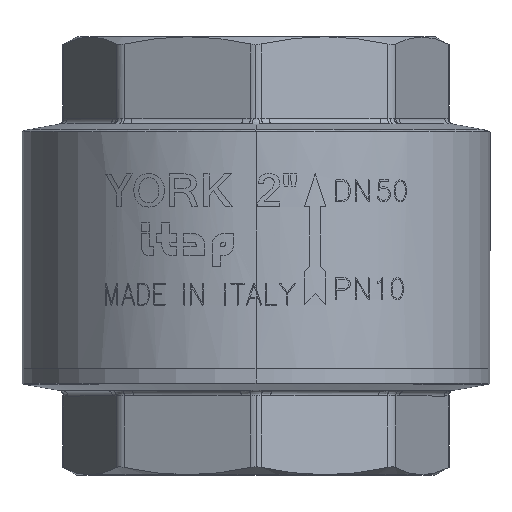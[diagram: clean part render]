
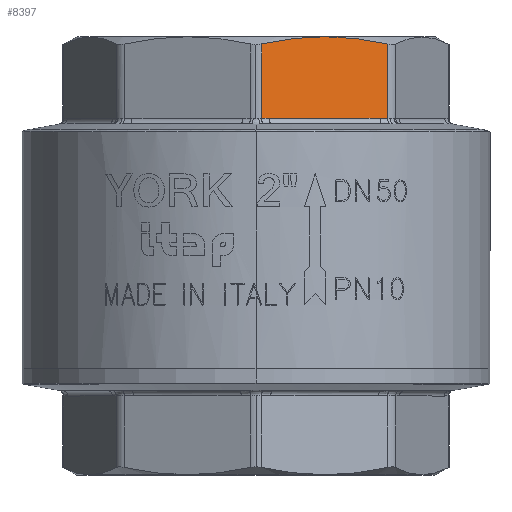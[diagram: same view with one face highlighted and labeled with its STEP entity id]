
A CAD part, top view. The second image highlights one B-rep face of the part: STEP entity #8397.
In plain terms, the highlighted planar face has unit normal (0.383, 0, 0.924).
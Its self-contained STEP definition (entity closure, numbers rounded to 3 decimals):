
#305 = CARTESIAN_POINT ( 'NONE',  ( 1.017, -15.033, 35.298 ) ) ;
#847 = CARTESIAN_POINT ( 'NONE',  ( 23.788, -15.011, 25.866 ) ) ;
#903 = CARTESIAN_POINT ( 'NONE',  ( 6.568, -0.373, 32.998 ) ) ;
#1367 = CARTESIAN_POINT ( 'NONE',  ( 17.593, -0.25, 28.432 ) ) ;
#1822 = ORIENTED_EDGE ( 'NONE', *, *, #20884, .F. ) ;
#1835 = B_SPLINE_CURVE_WITH_KNOTS ( 'NONE', 3,
 ( #10022, #13453, #18575, #305 ),
 .UNSPECIFIED., .F., .F.,
 ( 4, 4 ),
 ( 0., 1. ),
 .UNSPECIFIED. ) ;
#2252 = CARTESIAN_POINT ( 'NONE',  ( 2.459, -15., 34.701 ) ) ;
#2407 = CARTESIAN_POINT ( 'NONE',  ( 22.798, -15., 26.276 ) ) ;
#2456 = CARTESIAN_POINT ( 'NONE',  ( 8.765, -0.115, 32.088 ) ) ;
#2612 = CARTESIAN_POINT ( 'NONE',  ( 24.24, -1.335, 25.678 ) ) ;
#3067 = CARTESIAN_POINT ( 'NONE',  ( 20.366, -0.569, 27.283 ) ) ;
#3139 = CARTESIAN_POINT ( 'NONE',  ( 16.016, -0.115, 29.084 ) ) ;
#3292 = CARTESIAN_POINT ( 'NONE',  ( 17.228, -0.215, 28.583 ) ) ;
#3622 = ORIENTED_EDGE ( 'NONE', *, *, #19585, .T. ) ;
#3794 = CARTESIAN_POINT ( 'NONE',  ( 1.017, -15.033, 35.298 ) ) ;
#3904 = VERTEX_POINT ( 'NONE', #7479 ) ;
#4006 = CARTESIAN_POINT ( 'NONE',  ( 1.469, -15.011, 35.11 ) ) ;
#4199 = CARTESIAN_POINT ( 'NONE',  ( 4.409, -0.678, 33.892 ) ) ;
#4439 = CARTESIAN_POINT ( 'NONE',  ( 12.629, 0., 30.488 ) ) ;
#4973 = B_SPLINE_CURVE_WITH_KNOTS ( 'NONE', 3,
 ( #5710, #17280, #7452, #4199, #7389, #5786, #19092, #20534, #903, #19023, #14192, #2456, #9165, #18813 ),
 .UNSPECIFIED., .F., .F.,
 ( 4, 2, 2, 1, 1, 2, 2, 4 ),
 ( 0., 0.25, 0.375, 0.437, 0.469, 0.484, 0.5, 1. ),
 .UNSPECIFIED. ) ;
#5403 = EDGE_CURVE ( 'NONE', #19439, #3904, #14571, .T. ) ;
#5442 = CARTESIAN_POINT ( 'NONE',  ( 1.95, -15., 34.911 ) ) ;
#5710 = CARTESIAN_POINT ( 'NONE',  ( 1.017, -1.335, 35.298 ) ) ;
#5772 = VERTEX_POINT ( 'NONE', #18655 ) ;
#5786 = CARTESIAN_POINT ( 'NONE',  ( 5.609, -0.498, 33.395 ) ) ;
#6182 = CARTESIAN_POINT ( 'NONE',  ( 13.601, 0., 30.085 ) ) ;
#6463 = B_SPLINE_CURVE_WITH_KNOTS ( 'NONE', 3,
 ( #12994, #13431, #6982, #15097 ),
 .UNSPECIFIED., .F., .F.,
 ( 4, 4 ),
 ( 0., 1. ),
 .UNSPECIFIED. ) ;
#6982 = CARTESIAN_POINT ( 'NONE',  ( 16.019, -15., 29.084 ) ) ;
#7389 = CARTESIAN_POINT ( 'NONE',  ( 4.889, -0.602, 33.693 ) ) ;
#7452 = CARTESIAN_POINT ( 'NONE',  ( 2.965, -0.926, 34.491 ) ) ;
#7479 = CARTESIAN_POINT ( 'NONE',  ( 2.459, -15., 34.701 ) ) ;
#7482 = VERTEX_POINT ( 'NONE', #19304 ) ;
#8061 = CARTESIAN_POINT ( 'NONE',  ( 18.019, -0.295, 28.255 ) ) ;
#8170 = EDGE_CURVE ( 'NONE', #18871, #20144, #8754, .T. ) ;
#8215 = CARTESIAN_POINT ( 'NONE',  ( 18.324, -0.33, 28.129 ) ) ;
#8397 = ADVANCED_FACE ( 'NONE', ( #8729 ), #20334, .T. ) ;
#8563 = EDGE_CURVE ( 'NONE', #3904, #18871, #6463, .T. ) ;
#8729 = FACE_OUTER_BOUND ( 'NONE', #20046, .T. ) ;
#8754 = B_SPLINE_CURVE_WITH_KNOTS ( 'NONE', 3,
 ( #8972, #9034, #847, #14064 ),
 .UNSPECIFIED., .F., .F.,
 ( 4, 4 ),
 ( 0., 1. ),
 .UNSPECIFIED. ) ;
#8972 = CARTESIAN_POINT ( 'NONE',  ( 22.798, -15., 26.276 ) ) ;
#9034 = CARTESIAN_POINT ( 'NONE',  ( 23.308, -15., 26.065 ) ) ;
#9165 = CARTESIAN_POINT ( 'NONE',  ( 10.683, 0., 31.294 ) ) ;
#9594 = CARTESIAN_POINT ( 'NONE',  ( 1.017, -15.033, 35.298 ) ) ;
#10022 = CARTESIAN_POINT ( 'NONE',  ( 1.017, -1.335, 35.298 ) ) ;
#10889 = CARTESIAN_POINT ( 'NONE',  ( 24.24, -5.901, 25.678 ) ) ;
#11328 = CARTESIAN_POINT ( 'NONE',  ( 24.24, -15.033, 25.678 ) ) ;
#12153 = DIRECTION ( 'NONE',  ( 0.383, 0., 0.924 ) ) ;
#12851 = B_SPLINE_CURVE_WITH_KNOTS ( 'NONE', 3,
 ( #19017, #14110, #10889, #15834 ),
 .UNSPECIFIED., .F., .F.,
 ( 4, 4 ),
 ( 0., 1. ),
 .UNSPECIFIED. ) ;
#12994 = CARTESIAN_POINT ( 'NONE',  ( 2.459, -15., 34.701 ) ) ;
#13431 = CARTESIAN_POINT ( 'NONE',  ( 9.239, -15., 31.892 ) ) ;
#13453 = CARTESIAN_POINT ( 'NONE',  ( 1.017, -5.901, 35.298 ) ) ;
#13539 = ORIENTED_EDGE ( 'NONE', *, *, #8170, .T. ) ;
#14064 = CARTESIAN_POINT ( 'NONE',  ( 24.24, -15.033, 25.678 ) ) ;
#14110 = CARTESIAN_POINT ( 'NONE',  ( 24.24, -10.467, 25.678 ) ) ;
#14192 = CARTESIAN_POINT ( 'NONE',  ( 6.747, -0.351, 32.924 ) ) ;
#14571 = B_SPLINE_CURVE_WITH_KNOTS ( 'NONE', 3,
 ( #3794, #4006, #5442, #2252 ),
 .UNSPECIFIED., .F., .F.,
 ( 4, 4 ),
 ( 0., 1. ),
 .UNSPECIFIED. ) ;
#14958 = CARTESIAN_POINT ( 'NONE',  ( 24.24, -1.335, 25.678 ) ) ;
#15052 = EDGE_CURVE ( 'NONE', #5772, #18972, #17696, .T. ) ;
#15097 = CARTESIAN_POINT ( 'NONE',  ( 22.798, -15., 26.276 ) ) ;
#15556 = CARTESIAN_POINT ( 'NONE',  ( 1.017, -140.267, 35.298 ) ) ;
#15572 = AXIS2_PLACEMENT_3D ( 'NONE', #15556, #12153, #17072 ) ;
#15834 = CARTESIAN_POINT ( 'NONE',  ( 24.24, -1.335, 25.678 ) ) ;
#16455 = CARTESIAN_POINT ( 'NONE',  ( 18.387, -0.337, 28.103 ) ) ;
#16524 = CARTESIAN_POINT ( 'NONE',  ( 16.5, -0.15, 28.884 ) ) ;
#16747 = EDGE_CURVE ( 'NONE', #20144, #18972, #12851, .T. ) ;
#17072 = DIRECTION ( 'NONE',  ( 0., -1., 0. ) ) ;
#17280 = CARTESIAN_POINT ( 'NONE',  ( 1.997, -1.117, 34.892 ) ) ;
#17696 = B_SPLINE_CURVE_WITH_KNOTS ( 'NONE', 3,
 ( #4439, #6182, #18183, #3139, #16524, #3292, #1367, #8061, #19855, #8215, #16455, #3067, #19640, #14958 ),
 .UNSPECIFIED., .F., .F.,
 ( 4, 2, 2, 1, 1, 2, 2, 4 ),
 ( 0., 0.25, 0.375, 0.438, 0.469, 0.484, 0.5, 1. ),
 .UNSPECIFIED. ) ;
#17844 = ORIENTED_EDGE ( 'NONE', *, *, #15052, .F. ) ;
#18183 = CARTESIAN_POINT ( 'NONE',  ( 14.566, -0.029, 29.685 ) ) ;
#18212 = ORIENTED_EDGE ( 'NONE', *, *, #8563, .T. ) ;
#18235 = ORIENTED_EDGE ( 'NONE', *, *, #5403, .T. ) ;
#18575 = CARTESIAN_POINT ( 'NONE',  ( 1.017, -10.467, 35.298 ) ) ;
#18655 = CARTESIAN_POINT ( 'NONE',  ( 12.629, 0., 30.488 ) ) ;
#18813 = CARTESIAN_POINT ( 'NONE',  ( 12.629, 0., 30.488 ) ) ;
#18871 = VERTEX_POINT ( 'NONE', #2407 ) ;
#18972 = VERTEX_POINT ( 'NONE', #2612 ) ;
#19017 = CARTESIAN_POINT ( 'NONE',  ( 24.24, -15.033, 25.678 ) ) ;
#19023 = CARTESIAN_POINT ( 'NONE',  ( 6.688, -0.358, 32.949 ) ) ;
#19092 = CARTESIAN_POINT ( 'NONE',  ( 5.969, -0.448, 33.247 ) ) ;
#19304 = CARTESIAN_POINT ( 'NONE',  ( 1.017, -1.335, 35.298 ) ) ;
#19439 = VERTEX_POINT ( 'NONE', #9594 ) ;
#19585 = EDGE_CURVE ( 'NONE', #7482, #19439, #1835, .T. ) ;
#19640 = CARTESIAN_POINT ( 'NONE',  ( 22.28, -0.899, 26.49 ) ) ;
#19855 = CARTESIAN_POINT ( 'NONE',  ( 18.202, -0.316, 28.179 ) ) ;
#19989 = ORIENTED_EDGE ( 'NONE', *, *, #16747, .T. ) ;
#20046 = EDGE_LOOP ( 'NONE', ( #17844, #1822, #3622, #18235, #18212, #13539, #19989 ) ) ;
#20144 = VERTEX_POINT ( 'NONE', #11328 ) ;
#20334 = PLANE ( 'NONE',  #15572 ) ;
#20534 = CARTESIAN_POINT ( 'NONE',  ( 6.388, -0.395, 33.073 ) ) ;
#20884 = EDGE_CURVE ( 'NONE', #7482, #5772, #4973, .T. ) ;
